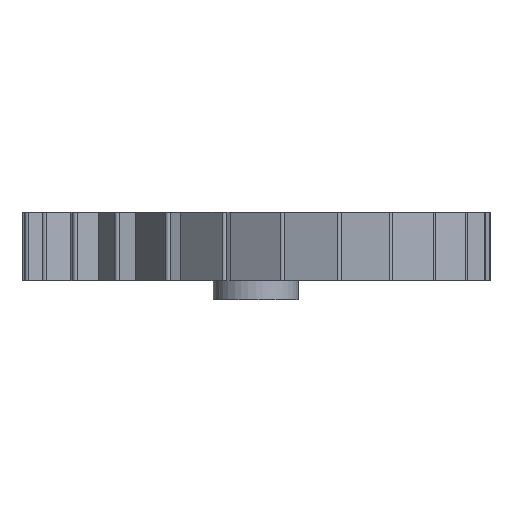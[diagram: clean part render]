
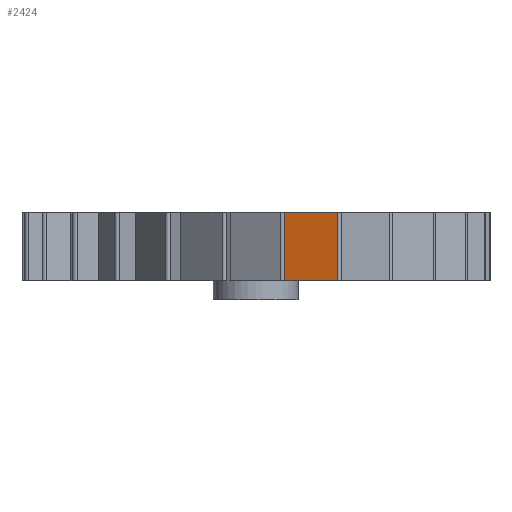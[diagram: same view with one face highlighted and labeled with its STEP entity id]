
A CAD part, front view. The second image highlights one B-rep face of the part: STEP entity #2424.
In plain terms, the highlighted planar face has unit normal (-0.277, -0.961, 0).
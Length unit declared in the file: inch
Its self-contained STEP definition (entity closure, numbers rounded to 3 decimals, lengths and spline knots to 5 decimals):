
#62=PLANE('',#2686);
#164=LINE('',#4843,#386);
#200=LINE('',#4932,#422);
#261=LINE('',#5042,#483);
#262=LINE('',#5043,#484);
#386=VECTOR('',#3104,0.25);
#422=VECTOR('',#3176,0.21523);
#483=VECTOR('',#3285,0.21523);
#484=VECTOR('',#3286,0.25);
#669=FACE_OUTER_BOUND('',#798,.T.);
#798=EDGE_LOOP('',(#2026,#2027,#2028,#2029));
#1158=VERTEX_POINT('',#4841);
#1159=VERTEX_POINT('',#4842);
#1194=VERTEX_POINT('',#4931);
#1219=VERTEX_POINT('',#5041);
#1430=EDGE_CURVE('',#1158,#1159,#164,.T.);
#1478=EDGE_CURVE('',#1159,#1194,#200,.T.);
#1539=EDGE_CURVE('',#1158,#1219,#261,.T.);
#1540=EDGE_CURVE('',#1219,#1194,#262,.T.);
#2026=ORIENTED_EDGE('',*,*,#1539,.T.);
#2027=ORIENTED_EDGE('',*,*,#1540,.T.);
#2028=ORIENTED_EDGE('',*,*,#1478,.F.);
#2029=ORIENTED_EDGE('',*,*,#1430,.F.);
#2424=ADVANCED_FACE('',(#669),#62,.F.);
#2686=AXIS2_PLACEMENT_3D('',#5040,#3283,#3284);
#3104=DIRECTION('',(0.,0.,-1.));
#3176=DIRECTION('',(-0.961,0.277,0.));
#3283=DIRECTION('center_axis',(0.277,0.961,0.));
#3284=DIRECTION('ref_axis',(0.,0.,1.));
#3285=DIRECTION('',(-0.961,0.277,0.));
#3286=DIRECTION('',(0.,0.,-1.));
#4841=CARTESIAN_POINT('',(0.30084,-0.8036,0.25));
#4842=CARTESIAN_POINT('',(0.30084,-0.8036,0.));
#4843=CARTESIAN_POINT('',(0.30084,-0.8036,0.25));
#4931=CARTESIAN_POINT('',(0.094,-0.74408,0.));
#4932=CARTESIAN_POINT('',(0.30084,-0.8036,0.));
#5040=CARTESIAN_POINT('Origin',(0.094,-0.74408,0.25));
#5041=CARTESIAN_POINT('',(0.094,-0.74408,0.25));
#5042=CARTESIAN_POINT('',(0.30084,-0.8036,0.25));
#5043=CARTESIAN_POINT('',(0.094,-0.74408,0.25));
